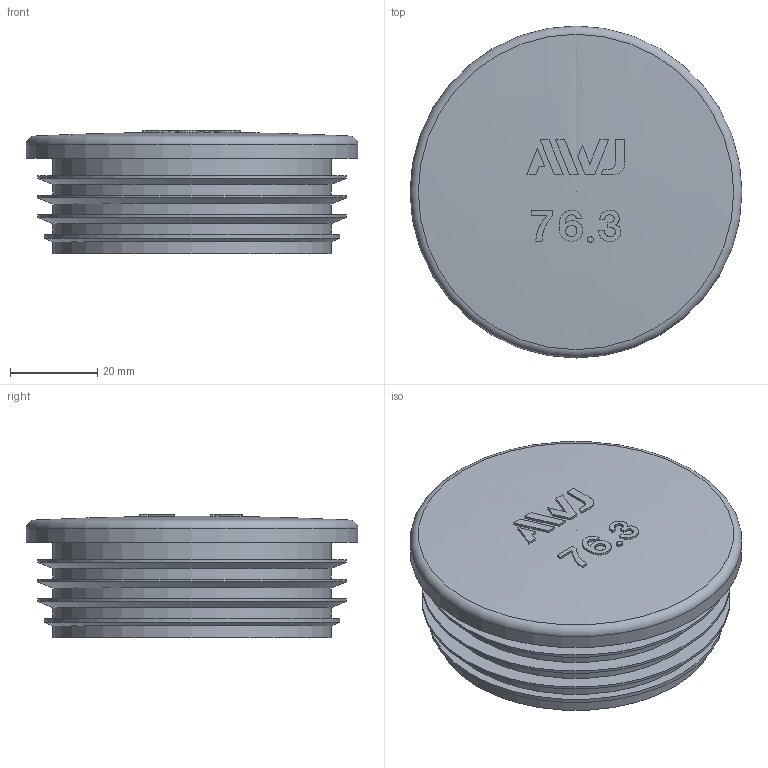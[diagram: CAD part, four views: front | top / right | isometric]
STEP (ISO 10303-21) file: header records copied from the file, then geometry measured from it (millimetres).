
FILE_DESCRIPTION( ( 'STEP AP203' ), '1' );
FILE_NAME( '65A.step', '2022-07-25T07:51:09', ( ' ' ), ( ' ' ), 'XStep 1.0', ' ', ' ' );
FILE_SCHEMA( ( 'CONFIG_CONTROL_DESIGN' ) );
Length unit declared in the file: millimetre
Products named in the file (1): 1
Bounding box: 76.3 x 76.3 x 28.48 mm (x, y, z)
Volume: 36057.8 mm3; surface area: 23361.8 mm2
Topology: 1 solids, 1 shells, 85 faces, 196 edges, 127 vertices
Faces by surface type: plane 42, extrusion 13, cylinder 12, bspline 11, cone 5, torus 2
Full cylindrical faces by diameter (mm): 63.9 x5, 67.9 x1, 70.9 x3, 76.3 x1
Entity records: 3358 total; most frequent: CARTESIAN_POINT 1699, ORIENTED_EDGE 346, DIRECTION 234, EDGE_CURVE 173, VERTEX_POINT 125, EDGE_LOOP 119, B_SPLINE_CURVE_WITH_KNOTS 113, FACE_OUTER_BOUND 98
